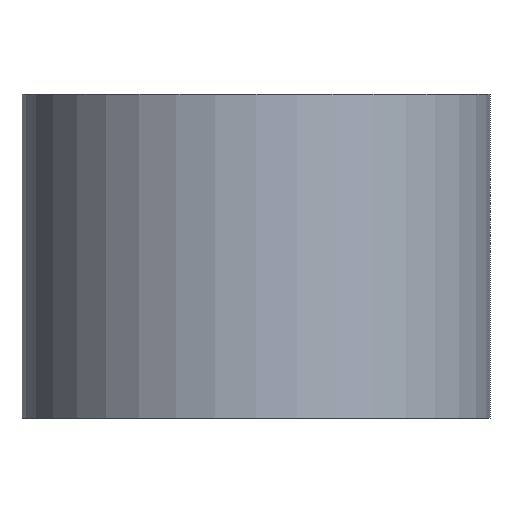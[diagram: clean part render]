
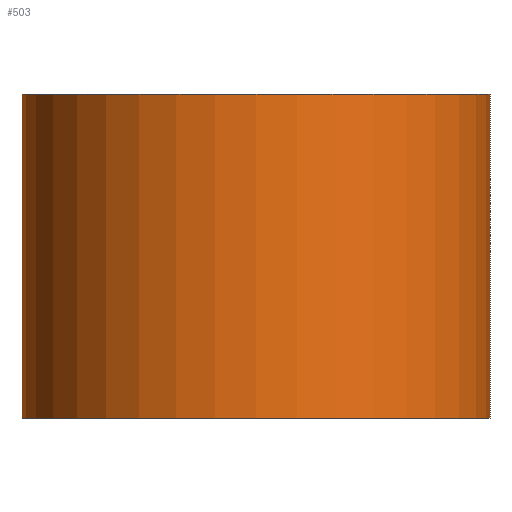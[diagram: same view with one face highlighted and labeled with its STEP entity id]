
A CAD part, front view. The second image highlights one B-rep face of the part: STEP entity #503.
In plain terms, the highlighted cylindrical face has radius 32.5 mm (diameter 65 mm), a full revolution.
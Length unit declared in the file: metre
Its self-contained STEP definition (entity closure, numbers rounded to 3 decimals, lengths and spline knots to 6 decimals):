
#68=CYLINDRICAL_SURFACE('',#593,0.0325);
#199=ORIENTED_EDGE('',*,*,#201,.F.);
#200=ORIENTED_EDGE('',*,*,#226,.T.);
#201=EDGE_CURVE('',#267,#267,#317,.T.);
#226=EDGE_CURVE('',#292,#292,#342,.T.);
#267=VERTEX_POINT('',#769);
#292=VERTEX_POINT('',#820);
#317=CIRCLE('',#518,0.0325);
#342=CIRCLE('',#544,0.0325);
#419=EDGE_LOOP('',(#199));
#420=EDGE_LOOP('',(#200));
#473=FACE_BOUND('',#419,.T.);
#474=FACE_BOUND('',#420,.T.);
#503=ADVANCED_FACE('',(#473,#474),#68,.T.);
#518=AXIS2_PLACEMENT_3D('',#768,#598,#599);
#544=AXIS2_PLACEMENT_3D('',#819,#650,#651);
#593=AXIS2_PLACEMENT_3D('',#909,#764,#765);
#598=DIRECTION('',(0.,0.,1.));
#599=DIRECTION('',(1.,0.,0.));
#650=DIRECTION('',(0.,0.,1.));
#651=DIRECTION('',(1.,0.,0.));
#764=DIRECTION('',(0.,0.,1.));
#765=DIRECTION('',(1.,0.,0.));
#768=CARTESIAN_POINT('',(0.,0.,0.));
#769=CARTESIAN_POINT('',(0.0325,0.,0.));
#819=CARTESIAN_POINT('',(0.,0.,-0.045));
#820=CARTESIAN_POINT('',(0.0325,0.,-0.045));
#909=CARTESIAN_POINT('',(0.,0.,-0.045));
